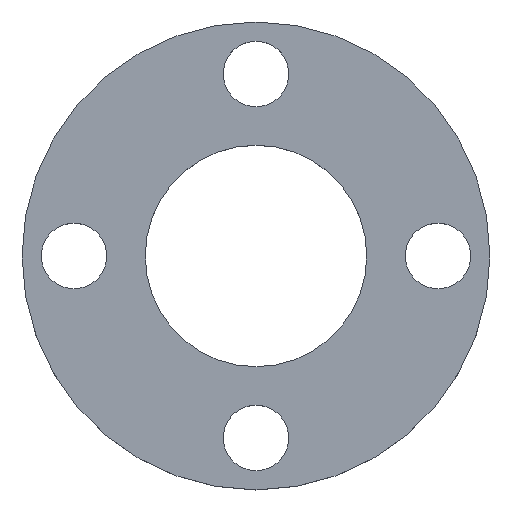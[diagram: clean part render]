
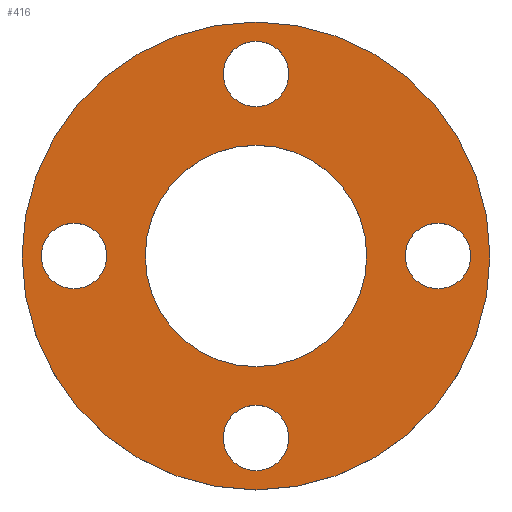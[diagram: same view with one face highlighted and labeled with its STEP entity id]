
A CAD part, top view. The second image highlights one B-rep face of the part: STEP entity #416.
In plain terms, the highlighted planar face has unit normal (0, 0, 1).
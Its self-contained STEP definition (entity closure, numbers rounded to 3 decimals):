
#7 = EDGE_CURVE ( 'NONE', #163, #410, #534, .T. ) ;
#15 = CARTESIAN_POINT ( 'NONE',  ( 0., 35., 10. ) ) ;
#18 = ORIENTED_EDGE ( 'NONE', *, *, #526, .F. ) ;
#19 = EDGE_CURVE ( 'NONE', #395, #50, #182, .T. ) ;
#22 = EDGE_LOOP ( 'NONE', ( #86, #342 ) ) ;
#23 = DIRECTION ( 'NONE',  ( 1., 0., 0. ) ) ;
#24 = CIRCLE ( 'NONE', #254, 21.3 ) ;
#31 = DIRECTION ( 'NONE',  ( 1., 0., 0. ) ) ;
#37 = DIRECTION ( 'NONE',  ( 0., 0., 1. ) ) ;
#43 = CARTESIAN_POINT ( 'NONE',  ( 0., 0., 10. ) ) ;
#50 = VERTEX_POINT ( 'NONE', #487 ) ;
#51 = VERTEX_POINT ( 'NONE', #238 ) ;
#55 = VERTEX_POINT ( 'NONE', #369 ) ;
#56 = CARTESIAN_POINT ( 'NONE',  ( 0., 35., 10. ) ) ;
#69 = VERTEX_POINT ( 'NONE', #538 ) ;
#70 = CARTESIAN_POINT ( 'NONE',  ( 35., 0., 10. ) ) ;
#74 = CIRCLE ( 'NONE', #381, 21.3 ) ;
#82 = DIRECTION ( 'NONE',  ( 1., 0., 0. ) ) ;
#83 = CARTESIAN_POINT ( 'NONE',  ( 35., 0., 10. ) ) ;
#85 = DIRECTION ( 'NONE',  ( 0., 0., 1. ) ) ;
#86 = ORIENTED_EDGE ( 'NONE', *, *, #98, .F. ) ;
#91 = ORIENTED_EDGE ( 'NONE', *, *, #341, .F. ) ;
#94 = CARTESIAN_POINT ( 'NONE',  ( -21.3, 0., 10. ) ) ;
#98 = EDGE_CURVE ( 'NONE', #528, #55, #426, .T. ) ;
#99 = CARTESIAN_POINT ( 'NONE',  ( 0., -35., 10. ) ) ;
#114 = EDGE_LOOP ( 'NONE', ( #418, #155 ) ) ;
#121 = FACE_BOUND ( 'NONE', #228, .T. ) ;
#123 = CARTESIAN_POINT ( 'NONE',  ( -35., 0., 10. ) ) ;
#136 = EDGE_LOOP ( 'NONE', ( #314, #18 ) ) ;
#138 = VERTEX_POINT ( 'NONE', #307 ) ;
#148 = CARTESIAN_POINT ( 'NONE',  ( 0., 0., 10. ) ) ;
#155 = ORIENTED_EDGE ( 'NONE', *, *, #7, .T. ) ;
#156 = CARTESIAN_POINT ( 'NONE',  ( 0., 0., 10. ) ) ;
#163 = VERTEX_POINT ( 'NONE', #367 ) ;
#168 = CIRCLE ( 'NONE', #340, 6.3 ) ;
#178 = ORIENTED_EDGE ( 'NONE', *, *, #271, .F. ) ;
#179 = DIRECTION ( 'NONE',  ( 0., 0., 1. ) ) ;
#182 = CIRCLE ( 'NONE', #435, 6.3 ) ;
#183 = AXIS2_PLACEMENT_3D ( 'NONE', #398, #226, #23 ) ;
#188 = DIRECTION ( 'NONE',  ( 1., 0., 0. ) ) ;
#189 = ORIENTED_EDGE ( 'NONE', *, *, #274, .F. ) ;
#192 = CIRCLE ( 'NONE', #245, 6.3 ) ;
#210 = CIRCLE ( 'NONE', #261, 6.3 ) ;
#212 = DIRECTION ( 'NONE',  ( 0., 0., 1. ) ) ;
#225 = CIRCLE ( 'NONE', #545, 6.3 ) ;
#226 = DIRECTION ( 'NONE',  ( 0., 0., 1. ) ) ;
#228 = EDGE_LOOP ( 'NONE', ( #324, #91 ) ) ;
#231 = EDGE_CURVE ( 'NONE', #55, #528, #544, .T. ) ;
#238 = CARTESIAN_POINT ( 'NONE',  ( 21.3, 0., 10. ) ) ;
#241 = DIRECTION ( 'NONE',  ( 0., 0., 1. ) ) ;
#244 = CARTESIAN_POINT ( 'NONE',  ( 0., 0., 10. ) ) ;
#245 = AXIS2_PLACEMENT_3D ( 'NONE', #83, #212, #468 ) ;
#254 = AXIS2_PLACEMENT_3D ( 'NONE', #156, #85, #422 ) ;
#257 = EDGE_CURVE ( 'NONE', #410, #163, #492, .T. ) ;
#258 = FACE_OUTER_BOUND ( 'NONE', #114, .T. ) ;
#261 = AXIS2_PLACEMENT_3D ( 'NONE', #56, #179, #318 ) ;
#264 = DIRECTION ( 'NONE',  ( 1., 0., 0. ) ) ;
#271 = EDGE_CURVE ( 'NONE', #51, #481, #24, .T. ) ;
#272 = CIRCLE ( 'NONE', #302, 6.3 ) ;
#274 = EDGE_CURVE ( 'NONE', #481, #51, #74, .T. ) ;
#276 = VERTEX_POINT ( 'NONE', #376 ) ;
#279 = DIRECTION ( 'NONE',  ( 0., 0., 1. ) ) ;
#288 = CARTESIAN_POINT ( 'NONE',  ( 41.3, 0., 10. ) ) ;
#296 = DIRECTION ( 'NONE',  ( 0., 0., 1. ) ) ;
#302 = AXIS2_PLACEMENT_3D ( 'NONE', #70, #37, #497 ) ;
#304 = FACE_BOUND ( 'NONE', #357, .T. ) ;
#307 = CARTESIAN_POINT ( 'NONE',  ( -6.3, 35., 10. ) ) ;
#308 = CARTESIAN_POINT ( 'NONE',  ( -6.3, -35., 10. ) ) ;
#314 = ORIENTED_EDGE ( 'NONE', *, *, #19, .F. ) ;
#318 = DIRECTION ( 'NONE',  ( 1., 0., 0. ) ) ;
#324 = ORIENTED_EDGE ( 'NONE', *, *, #339, .F. ) ;
#327 = DIRECTION ( 'NONE',  ( 1., 0., 0. ) ) ;
#339 = EDGE_CURVE ( 'NONE', #69, #415, #192, .T. ) ;
#340 = AXIS2_PLACEMENT_3D ( 'NONE', #15, #480, #264 ) ;
#341 = EDGE_CURVE ( 'NONE', #415, #69, #272, .T. ) ;
#342 = ORIENTED_EDGE ( 'NONE', *, *, #231, .F. ) ;
#346 = DIRECTION ( 'NONE',  ( 1., 0., 0. ) ) ;
#349 = ORIENTED_EDGE ( 'NONE', *, *, #518, .F. ) ;
#357 = EDGE_LOOP ( 'NONE', ( #189, #178 ) ) ;
#359 = DIRECTION ( 'NONE',  ( 1., 0., 0. ) ) ;
#367 = CARTESIAN_POINT ( 'NONE',  ( 45., 0., 10. ) ) ;
#369 = CARTESIAN_POINT ( 'NONE',  ( -28.7, 0., 10. ) ) ;
#376 = CARTESIAN_POINT ( 'NONE',  ( 6.3, 35., 10. ) ) ;
#381 = AXIS2_PLACEMENT_3D ( 'NONE', #244, #469, #346 ) ;
#395 = VERTEX_POINT ( 'NONE', #308 ) ;
#398 = CARTESIAN_POINT ( 'NONE',  ( -35., 0., 10. ) ) ;
#401 = DIRECTION ( 'NONE',  ( 0., 0., 1. ) ) ;
#402 = DIRECTION ( 'NONE',  ( 0., 0., 1. ) ) ;
#404 = CARTESIAN_POINT ( 'NONE',  ( 0., -35., 10. ) ) ;
#407 = DIRECTION ( 'NONE',  ( 1., 0., 0. ) ) ;
#410 = VERTEX_POINT ( 'NONE', #494 ) ;
#413 = FACE_BOUND ( 'NONE', #136, .T. ) ;
#415 = VERTEX_POINT ( 'NONE', #288 ) ;
#416 = ADVANCED_FACE ( 'NONE', ( #304, #542, #413, #121, #454, #258 ), #423, .T. ) ;
#417 = AXIS2_PLACEMENT_3D ( 'NONE', #148, #401, #327 ) ;
#418 = ORIENTED_EDGE ( 'NONE', *, *, #257, .T. ) ;
#422 = DIRECTION ( 'NONE',  ( 1., 0., 0. ) ) ;
#423 = PLANE ( 'NONE',  #473 ) ;
#426 = CIRCLE ( 'NONE', #517, 6.3 ) ;
#430 = CARTESIAN_POINT ( 'NONE',  ( -41.3, 0., 10. ) ) ;
#433 = DIRECTION ( 'NONE',  ( 0., 0., 1. ) ) ;
#435 = AXIS2_PLACEMENT_3D ( 'NONE', #404, #279, #31 ) ;
#454 = FACE_BOUND ( 'NONE', #462, .T. ) ;
#462 = EDGE_LOOP ( 'NONE', ( #349, #499 ) ) ;
#468 = DIRECTION ( 'NONE',  ( 1., 0., 0. ) ) ;
#469 = DIRECTION ( 'NONE',  ( 0., 0., 1. ) ) ;
#473 = AXIS2_PLACEMENT_3D ( 'NONE', #43, #241, #407 ) ;
#480 = DIRECTION ( 'NONE',  ( 0., 0., 1. ) ) ;
#481 = VERTEX_POINT ( 'NONE', #94 ) ;
#482 = AXIS2_PLACEMENT_3D ( 'NONE', #529, #402, #188 ) ;
#487 = CARTESIAN_POINT ( 'NONE',  ( 6.3, -35., 10. ) ) ;
#492 = CIRCLE ( 'NONE', #482, 45. ) ;
#494 = CARTESIAN_POINT ( 'NONE',  ( -45., 0., 10. ) ) ;
#497 = DIRECTION ( 'NONE',  ( 1., 0., 0. ) ) ;
#499 = ORIENTED_EDGE ( 'NONE', *, *, #507, .F. ) ;
#507 = EDGE_CURVE ( 'NONE', #276, #138, #210, .T. ) ;
#517 = AXIS2_PLACEMENT_3D ( 'NONE', #123, #296, #82 ) ;
#518 = EDGE_CURVE ( 'NONE', #138, #276, #168, .T. ) ;
#526 = EDGE_CURVE ( 'NONE', #50, #395, #225, .T. ) ;
#528 = VERTEX_POINT ( 'NONE', #430 ) ;
#529 = CARTESIAN_POINT ( 'NONE',  ( 0., 0., 10. ) ) ;
#534 = CIRCLE ( 'NONE', #417, 45. ) ;
#538 = CARTESIAN_POINT ( 'NONE',  ( 28.7, 0., 10. ) ) ;
#542 = FACE_BOUND ( 'NONE', #22, .T. ) ;
#544 = CIRCLE ( 'NONE', #183, 6.3 ) ;
#545 = AXIS2_PLACEMENT_3D ( 'NONE', #99, #433, #359 ) ;
